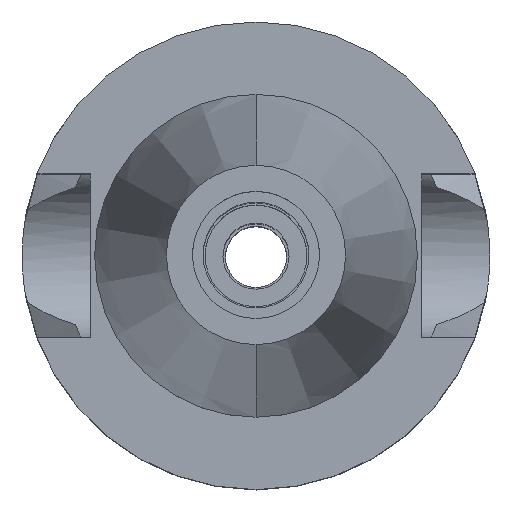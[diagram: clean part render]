
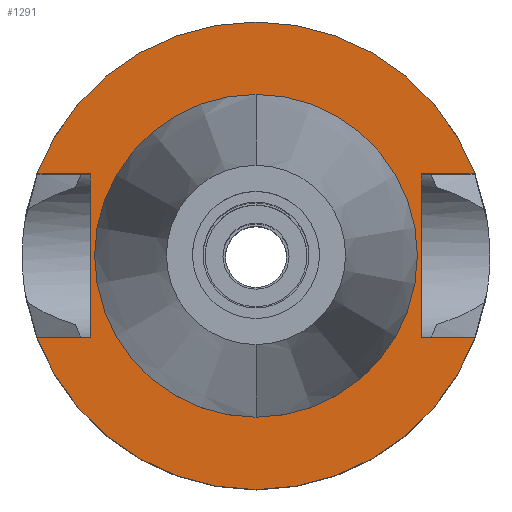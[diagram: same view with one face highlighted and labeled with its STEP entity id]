
A CAD part, top view. The second image highlights one B-rep face of the part: STEP entity #1291.
In plain terms, the highlighted planar face has unit normal (0, 0, 1).
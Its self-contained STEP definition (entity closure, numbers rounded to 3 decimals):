
#94=DIRECTION('',(0.,1.,0.));
#95=VECTOR('',#94,16.1);
#96=CARTESIAN_POINT('',(-16.3,-8.05,-1.));
#97=LINE('',#96,#95);
#101=DIRECTION('',(-1.,0.,0.));
#102=VECTOR('',#101,5.245);
#103=CARTESIAN_POINT('',(-16.3,8.05,-1.));
#104=LINE('',#103,#102);
#108=CARTESIAN_POINT('',(0.,0.,-1.));
#109=DIRECTION('',(0.,0.,-1.));
#110=DIRECTION('',(-0.937,0.35,0.));
#111=AXIS2_PLACEMENT_3D('',#108,#109,#110);
#116=CARTESIAN_POINT('',(0.,0.,-1.));
#117=DIRECTION('',(0.,0.,-1.));
#118=DIRECTION('',(0.,1.,0.));
#119=AXIS2_PLACEMENT_3D('',#116,#117,#118);
#124=DIRECTION('',(0.,-1.,0.));
#125=VECTOR('',#124,16.1);
#126=CARTESIAN_POINT('',(16.3,8.05,-1.));
#127=LINE('',#126,#125);
#131=DIRECTION('',(1.,0.,0.));
#132=VECTOR('',#131,5.245);
#133=CARTESIAN_POINT('',(16.3,-8.05,-1.));
#134=LINE('',#133,#132);
#138=CARTESIAN_POINT('',(0.,0.,-1.));
#139=DIRECTION('',(0.,0.,-1.));
#140=DIRECTION('',(0.937,-0.35,0.));
#141=AXIS2_PLACEMENT_3D('',#138,#139,#140);
#146=CARTESIAN_POINT('',(0.,0.,-1.));
#147=DIRECTION('',(0.,0.,-1.));
#148=DIRECTION('',(0.,-1.,0.));
#149=AXIS2_PLACEMENT_3D('',#146,#147,#148);
#154=CARTESIAN_POINT('',(0.,0.,-1.));
#155=DIRECTION('',(0.,0.,1.));
#156=DIRECTION('',(0.,-1.,0.));
#157=AXIS2_PLACEMENT_3D('',#154,#155,#156);
#162=CARTESIAN_POINT('',(0.,0.,-1.));
#163=DIRECTION('',(0.,0.,1.));
#164=DIRECTION('',(0.,1.,0.));
#165=AXIS2_PLACEMENT_3D('',#162,#163,#164);
#210=DIRECTION('',(-1.,0.,0.));
#211=VECTOR('',#210,5.245);
#212=CARTESIAN_POINT('',(-16.3,-8.05,-1.));
#213=LINE('',#212,#211);
#333=DIRECTION('',(1.,0.,0.));
#334=VECTOR('',#333,5.245);
#335=CARTESIAN_POINT('',(16.3,8.05,-1.));
#336=LINE('',#335,#334);
#1158=CARTESIAN_POINT('',(-16.3,-8.05,-1.));
#1159=VERTEX_POINT('',#1158);
#1160=CARTESIAN_POINT('',(-21.545,-8.05,-1.));
#1161=VERTEX_POINT('',#1160);
#1162=CARTESIAN_POINT('',(-16.3,8.05,-1.));
#1163=VERTEX_POINT('',#1162);
#1164=CARTESIAN_POINT('',(-21.545,8.05,-1.));
#1165=VERTEX_POINT('',#1164);
#1166=CARTESIAN_POINT('',(0.,23.,-1.));
#1167=CARTESIAN_POINT('',(21.545,8.05,-1.));
#1168=VERTEX_POINT('',#1166);
#1169=VERTEX_POINT('',#1167);
#1170=CARTESIAN_POINT('',(16.3,8.05,-1.));
#1171=VERTEX_POINT('',#1170);
#1172=CARTESIAN_POINT('',(16.3,-8.05,-1.));
#1173=VERTEX_POINT('',#1172);
#1174=CARTESIAN_POINT('',(21.545,-8.05,-1.));
#1175=VERTEX_POINT('',#1174);
#1176=CARTESIAN_POINT('',(0.,-23.,-1.));
#1177=VERTEX_POINT('',#1176);
#1178=CARTESIAN_POINT('',(0.,-15.875,-1.));
#1179=CARTESIAN_POINT('',(0.,15.875,-1.));
#1180=VERTEX_POINT('',#1178);
#1181=VERTEX_POINT('',#1179);
#1260=CARTESIAN_POINT('',(0.,0.,-1.));
#1261=DIRECTION('',(0.,0.,-1.));
#1262=DIRECTION('',(0.,-1.,0.));
#1263=AXIS2_PLACEMENT_3D('',#1260,#1261,#1262);
#1264=PLANE('',#1263);
#1266=ORIENTED_EDGE('',*,*,#1265,.T.);
#1268=ORIENTED_EDGE('',*,*,#1267,.T.);
#1270=ORIENTED_EDGE('',*,*,#1269,.T.);
#1272=ORIENTED_EDGE('',*,*,#1271,.T.);
#1274=ORIENTED_EDGE('',*,*,#1273,.F.);
#1276=ORIENTED_EDGE('',*,*,#1275,.T.);
#1278=ORIENTED_EDGE('',*,*,#1277,.T.);
#1280=ORIENTED_EDGE('',*,*,#1279,.T.);
#1282=ORIENTED_EDGE('',*,*,#1281,.T.);
#1284=ORIENTED_EDGE('',*,*,#1283,.F.);
#1285=EDGE_LOOP('',(#1266,#1268,#1270,#1272,#1274,#1276,#1278,#1280,#1282,
#1284));
#1286=FACE_OUTER_BOUND('',#1285,.F.);
#1287=ORIENTED_EDGE('',*,*,#1239,.T.);
#1288=ORIENTED_EDGE('',*,*,#1255,.T.);
#1289=EDGE_LOOP('',(#1287,#1288));
#1290=FACE_BOUND('',#1289,.F.);
#112=CIRCLE('',#111,23.);
#120=CIRCLE('',#119,23.);
#142=CIRCLE('',#141,23.);
#150=CIRCLE('',#149,23.);
#158=CIRCLE('',#157,15.875);
#166=CIRCLE('',#165,15.875);
#1239=EDGE_CURVE('',#1180,#1181,#158,.T.);
#1255=EDGE_CURVE('',#1181,#1180,#166,.T.);
#1265=EDGE_CURVE('',#1159,#1163,#97,.T.);
#1267=EDGE_CURVE('',#1163,#1165,#104,.T.);
#1269=EDGE_CURVE('',#1165,#1168,#112,.T.);
#1271=EDGE_CURVE('',#1168,#1169,#120,.T.);
#1273=EDGE_CURVE('',#1171,#1169,#336,.T.);
#1275=EDGE_CURVE('',#1171,#1173,#127,.T.);
#1277=EDGE_CURVE('',#1173,#1175,#134,.T.);
#1279=EDGE_CURVE('',#1175,#1177,#142,.T.);
#1281=EDGE_CURVE('',#1177,#1161,#150,.T.);
#1283=EDGE_CURVE('',#1159,#1161,#213,.T.);
#1291=ADVANCED_FACE('',(#1286,#1290),#1264,.F.);
